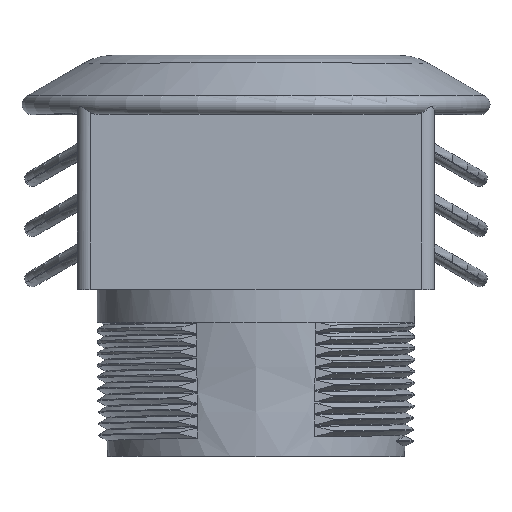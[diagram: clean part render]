
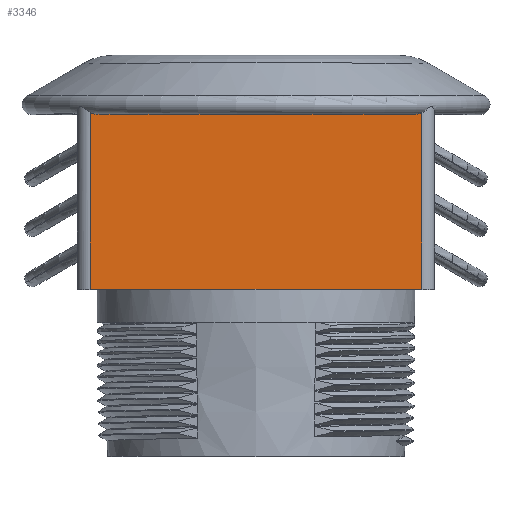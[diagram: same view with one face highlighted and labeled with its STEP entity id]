
A CAD part, top view. The second image highlights one B-rep face of the part: STEP entity #3346.
In plain terms, the highlighted planar face has unit normal (0, 0, 1).
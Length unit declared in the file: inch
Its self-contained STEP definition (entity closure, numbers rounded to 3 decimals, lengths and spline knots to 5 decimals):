
#210=LINE('',#8500,#320);
#292=LINE('',#8775,#402);
#303=LINE('',#8877,#413);
#304=LINE('',#8972,#414);
#320=VECTOR('',#3840,1.24125);
#402=VECTOR('',#4070,1.24125);
#413=VECTOR('',#4101,1.32035);
#414=VECTOR('',#4108,1.32035);
#637=FACE_OUTER_BOUND('',#862,.T.);
#862=EDGE_LOOP('',(#2847,#2848,#2849,#2850,#2851,#2852,#2853));
#953=(
BOUNDED_CURVE()
B_SPLINE_CURVE(2,(#8959,#8960,#8961),.UNSPECIFIED.,.F.,.F.)
B_SPLINE_CURVE_WITH_KNOTS((3,3),(0.,5.87778),.UNSPECIFIED.)
CURVE()
GEOMETRIC_REPRESENTATION_ITEM()
RATIONAL_B_SPLINE_CURVE((1.,1.379,1.))
REPRESENTATION_ITEM('')
);
#1160=B_SPLINE_CURVE_WITH_KNOTS('',3,(#8948,#8949,#8950,#8951,#8952,#8953,
#8954,#8955,#8956,#8957),.UNSPECIFIED.,.F.,.F.,(4,2,2,2,4),(0.90413,
0.92385,1.03628,1.14626,1.18468),
 .UNSPECIFIED.);
#1161=B_SPLINE_CURVE_WITH_KNOTS('',3,(#8962,#8963,#8964,#8965,#8966,#8967,
#8968,#8969,#8970,#8971),.UNSPECIFIED.,.F.,.F.,(4,2,2,2,4),(0.19118,
0.2296,0.33959,0.45202,0.47173),
 .UNSPECIFIED.);
#1367=VERTEX_POINT('',#5359);
#1383=VERTEX_POINT('',#8498);
#1478=VERTEX_POINT('',#8774);
#1493=VERTEX_POINT('',#8876);
#1499=VERTEX_POINT('',#8946);
#1500=VERTEX_POINT('',#8947);
#1501=VERTEX_POINT('',#8958);
#1819=EDGE_CURVE('',#1383,#1367,#210,.T.);
#1947=EDGE_CURVE('',#1367,#1478,#292,.T.);
#1970=EDGE_CURVE('',#1478,#1493,#303,.T.);
#1978=EDGE_CURVE('',#1499,#1500,#1160,.T.);
#1979=EDGE_CURVE('',#1501,#1499,#953,.T.);
#1980=EDGE_CURVE('',#1493,#1501,#1161,.T.);
#1981=EDGE_CURVE('',#1383,#1500,#304,.T.);
#2847=ORIENTED_EDGE('',*,*,#1978,.F.);
#2848=ORIENTED_EDGE('',*,*,#1979,.F.);
#2849=ORIENTED_EDGE('',*,*,#1980,.F.);
#2850=ORIENTED_EDGE('',*,*,#1970,.F.);
#2851=ORIENTED_EDGE('',*,*,#1947,.F.);
#2852=ORIENTED_EDGE('',*,*,#1819,.F.);
#2853=ORIENTED_EDGE('',*,*,#1981,.T.);
#3179=PLANE('',#3568);
#3346=ADVANCED_FACE('',(#637),#3179,.T.);
#3568=AXIS2_PLACEMENT_3D('',#8945,#4106,#4107);
#3840=DIRECTION('',(-1.,0.,0.));
#4070=DIRECTION('',(-1.,0.,0.));
#4101=DIRECTION('',(0.,1.,0.));
#4106=DIRECTION('center_axis',(0.,0.,1.));
#4107=DIRECTION('ref_axis',(1.,0.,0.));
#4108=DIRECTION('',(0.,1.,0.));
#5359=CARTESIAN_POINT('',(0.,-1.75,1.1875));
#8498=CARTESIAN_POINT('',(1.24125,-1.75,1.1875));
#8500=CARTESIAN_POINT('',(1.24125,-1.75,1.1875));
#8774=CARTESIAN_POINT('',(-1.24125,-1.75,1.1875));
#8775=CARTESIAN_POINT('',(1.24125,-1.75,1.1875));
#8876=CARTESIAN_POINT('',(-1.24125,-0.42965,1.1875));
#8877=CARTESIAN_POINT('',(-1.24125,-1.75,1.1875));
#8945=CARTESIAN_POINT('Origin',(-1.24125,-1.75,1.1875));
#8946=CARTESIAN_POINT('',(1.1275,-0.43301,1.1875));
#8947=CARTESIAN_POINT('',(1.24125,-0.42965,1.1875));
#8948=CARTESIAN_POINT('Ctrl Pts',(1.1275,-0.43301,1.1875));
#8949=CARTESIAN_POINT('Ctrl Pts',(1.13005,-0.43403,1.1875));
#8950=CARTESIAN_POINT('Ctrl Pts',(1.13258,-0.43494,1.1875));
#8951=CARTESIAN_POINT('Ctrl Pts',(1.14905,-0.44037,1.1875));
#8952=CARTESIAN_POINT('Ctrl Pts',(1.16654,-0.44306,1.1875));
#8953=CARTESIAN_POINT('Ctrl Pts',(1.19573,-0.44306,1.1875));
#8954=CARTESIAN_POINT('Ctrl Pts',(1.21286,-0.44046,1.1875));
#8955=CARTESIAN_POINT('Ctrl Pts',(1.23129,-0.43417,1.1875));
#8956=CARTESIAN_POINT('Ctrl Pts',(1.23634,-0.43211,1.1875));
#8957=CARTESIAN_POINT('Ctrl Pts',(1.24125,-0.42965,1.1875));
#8958=CARTESIAN_POINT('',(-1.1275,-0.43301,1.1875));
#8959=CARTESIAN_POINT('Ctrl Pts',(-1.1275,-0.43301,
1.1875));
#8960=CARTESIAN_POINT('Ctrl Pts',(0.,0.01521,1.1875));
#8961=CARTESIAN_POINT('Ctrl Pts',(1.1275,-0.43301,1.1875));
#8962=CARTESIAN_POINT('Ctrl Pts',(-1.24125,-0.42965,1.1875));
#8963=CARTESIAN_POINT('Ctrl Pts',(-1.23634,-0.43211,
1.1875));
#8964=CARTESIAN_POINT('Ctrl Pts',(-1.23129,-0.43417,
1.1875));
#8965=CARTESIAN_POINT('Ctrl Pts',(-1.21286,-0.44046,
1.1875));
#8966=CARTESIAN_POINT('Ctrl Pts',(-1.19573,-0.44306,
1.1875));
#8967=CARTESIAN_POINT('Ctrl Pts',(-1.16654,-0.44306,
1.1875));
#8968=CARTESIAN_POINT('Ctrl Pts',(-1.14905,-0.44037,
1.1875));
#8969=CARTESIAN_POINT('Ctrl Pts',(-1.13258,-0.43494,
1.1875));
#8970=CARTESIAN_POINT('Ctrl Pts',(-1.13005,-0.43403,
1.1875));
#8971=CARTESIAN_POINT('Ctrl Pts',(-1.1275,-0.43301,
1.1875));
#8972=CARTESIAN_POINT('',(1.24125,-1.75,1.1875));
